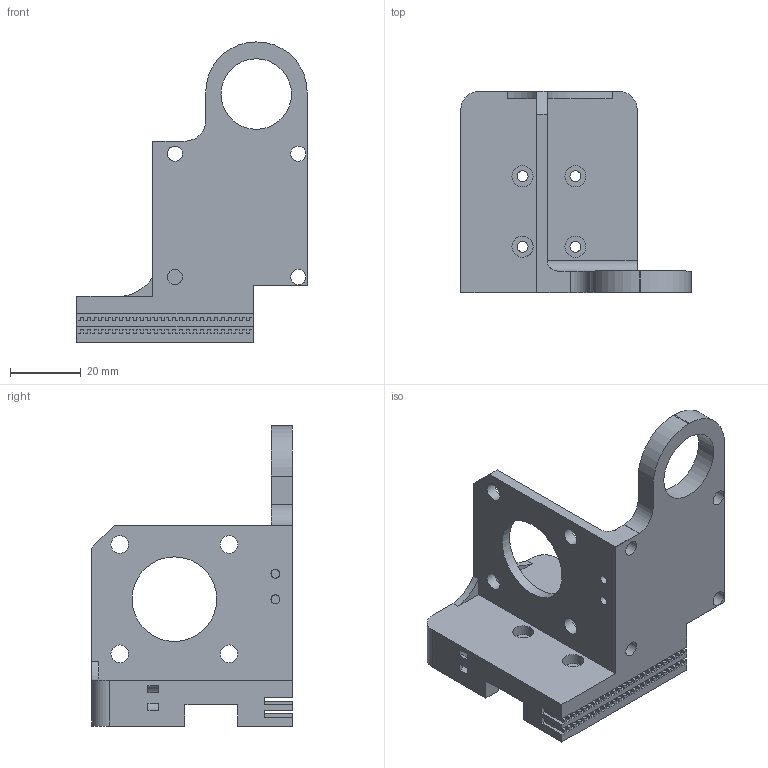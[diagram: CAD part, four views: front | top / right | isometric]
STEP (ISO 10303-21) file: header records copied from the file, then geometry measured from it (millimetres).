
FILE_DESCRIPTION(/* description */ (''),/* implementation_level */ '2;1');
FILE_NAME(/* name */ 'carriage.step',/* time_stamp */ '2020-04-20T17:53:22+02:00',/* author */ (''),/* organization */ (''),/* preprocessor_version */ 'ST-DEVELOPER v18.1',/* originating_system */ 'Autodesk Translation Framework v9.2.0.1227',/* authorisation */ '');
FILE_SCHEMA (('AUTOMOTIVE_DESIGN { 1 0 10303 214 3 1 1 }'));
Length unit declared in the file: millimetre
Products named in the file (1): carriage
Bounding box: 65.33 x 57 x 85.15 mm (x, y, z)
Volume: 46008.1 mm3; surface area: 22257.8 mm2
Topology: 1 solids, 1 shells, 282 faces, 854 edges, 576 vertices
Faces by surface type: plane 248, cylinder 33, bspline 1
Full cylindrical faces by diameter (mm): 2.5 x2, 3.1 x4, 4.35 x6, 5 x4, 6 x4, 20 x1, 24 x1
Entity records: 9658 total; most frequent: CARTESIAN_POINT 1811, ORIENTED_EDGE 1708, DIRECTION 1493, EDGE_CURVE 854, LINE 757, VECTOR 757, VERTEX_POINT 576, AXIS2_PLACEMENT_3D 368
